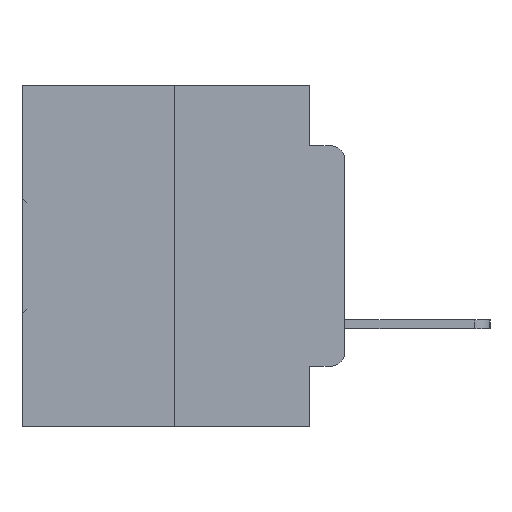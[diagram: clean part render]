
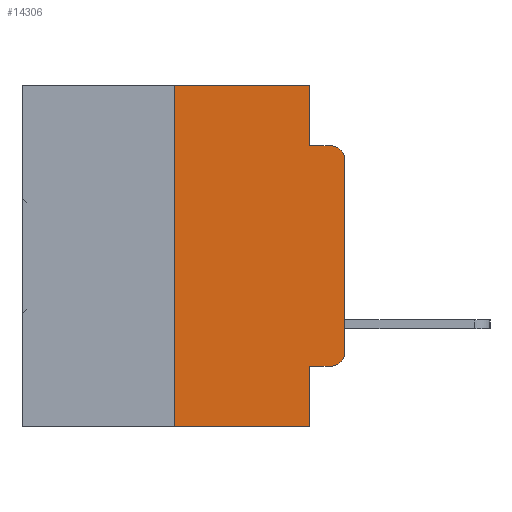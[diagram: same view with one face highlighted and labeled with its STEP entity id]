
A CAD part, left-side view. The second image highlights one B-rep face of the part: STEP entity #14306.
In plain terms, the highlighted planar face has unit normal (-1, 0, 0).
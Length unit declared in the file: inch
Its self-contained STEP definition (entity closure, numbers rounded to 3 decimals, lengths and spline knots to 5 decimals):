
#924 = AXIS2_PLACEMENT_3D ( 'NONE', #12018, #27639, #12236 ) ;
#1053 = VERTEX_POINT ( 'NONE', #18068 ) ;
#1311 = CARTESIAN_POINT ( 'NONE',  ( 0., 0., 0. ) ) ;
#1411 = DIRECTION ( 'NONE',  ( 0., 0., -1. ) ) ;
#1548 = VERTEX_POINT ( 'NONE', #12190 ) ;
#1783 = VECTOR ( 'NONE', #27163, 39.37008 ) ;
#2670 = VERTEX_POINT ( 'NONE', #22617 ) ;
#3160 = CARTESIAN_POINT ( 'NONE',  ( 0., 0.25, 0. ) ) ;
#4306 = PLANE ( 'NONE',  #924 ) ;
#4907 = ORIENTED_EDGE ( 'NONE', *, *, #22530, .T. ) ;
#5219 = CARTESIAN_POINT ( 'NONE',  ( 0., 0.02, -0.0885 ) ) ;
#5717 = VERTEX_POINT ( 'NONE', #28634 ) ;
#5729 = LINE ( 'NONE', #12909, #32193 ) ;
#5770 = DIRECTION ( 'NONE',  ( 0., 0., 1. ) ) ;
#6131 = ORIENTED_EDGE ( 'NONE', *, *, #14284, .F. ) ;
#6818 = CARTESIAN_POINT ( 'NONE',  ( 0., 0.051, 0. ) ) ;
#7233 = VECTOR ( 'NONE', #10283, 39.37008 ) ;
#7359 = DIRECTION ( 'NONE',  ( 0., -1., 0. ) ) ;
#8200 = CARTESIAN_POINT ( 'NONE',  ( 0., 0.02, -0.4115 ) ) ;
#8572 = ORIENTED_EDGE ( 'NONE', *, *, #9870, .F. ) ;
#8923 = DIRECTION ( 'NONE',  ( 0., -1., 0. ) ) ;
#9870 = EDGE_CURVE ( 'NONE', #12792, #21507, #10007, .T. ) ;
#10007 = LINE ( 'NONE', #25311, #22995 ) ;
#10283 = DIRECTION ( 'NONE',  ( 0., -1., 0. ) ) ;
#10360 = EDGE_CURVE ( 'NONE', #17828, #5717, #28870, .T. ) ;
#10642 = VERTEX_POINT ( 'NONE', #31319 ) ;
#10994 = ORIENTED_EDGE ( 'NONE', *, *, #19954, .F. ) ;
#11389 = ORIENTED_EDGE ( 'NONE', *, *, #16049, .F. ) ;
#11909 = EDGE_CURVE ( 'NONE', #1548, #12792, #12209, .T. ) ;
#12018 = CARTESIAN_POINT ( 'NONE',  ( 0., 0.473, 0. ) ) ;
#12190 = CARTESIAN_POINT ( 'NONE',  ( 0., 0.25, -0.5 ) ) ;
#12209 = LINE ( 'NONE', #3160, #25137 ) ;
#12236 = DIRECTION ( 'NONE',  ( 0., 0., -1. ) ) ;
#12405 = LINE ( 'NONE', #31880, #18509 ) ;
#12792 = VERTEX_POINT ( 'NONE', #22367 ) ;
#12909 = CARTESIAN_POINT ( 'NONE',  ( 0., 0.051, 0. ) ) ;
#13079 = CARTESIAN_POINT ( 'NONE',  ( 0., 0., -0.1085 ) ) ;
#13133 = VECTOR ( 'NONE', #19188, 39.37008 ) ;
#13451 = AXIS2_PLACEMENT_3D ( 'NONE', #32180, #16973, #1411 ) ;
#13935 = LINE ( 'NONE', #31699, #13133 ) ;
#14062 = FACE_OUTER_BOUND ( 'NONE', #22195, .T. ) ;
#14284 = EDGE_CURVE ( 'NONE', #21507, #2670, #14887, .T. ) ;
#14306 = ADVANCED_FACE ( 'NONE', ( #14062 ), #4306, .F. ) ;
#14796 = DIRECTION ( 'NONE',  ( -1., 0., 0. ) ) ;
#14806 = EDGE_CURVE ( 'NONE', #1548, #10642, #12405, .T. ) ;
#14837 = AXIS2_PLACEMENT_3D ( 'NONE', #30089, #14796, #32606 ) ;
#14887 = LINE ( 'NONE', #6818, #28514 ) ;
#15528 = DIRECTION ( 'NONE',  ( 0., 0., -1. ) ) ;
#16049 = EDGE_CURVE ( 'NONE', #2670, #19353, #13935, .T. ) ;
#16683 = ORIENTED_EDGE ( 'NONE', *, *, #24683, .T. ) ;
#16973 = DIRECTION ( 'NONE',  ( -1., 0., 0. ) ) ;
#17828 = VERTEX_POINT ( 'NONE', #8200 ) ;
#18068 = CARTESIAN_POINT ( 'NONE',  ( 0., 0.051, -0.4115 ) ) ;
#18509 = VECTOR ( 'NONE', #8923, 39.37008 ) ;
#19188 = DIRECTION ( 'NONE',  ( 0., -1., 0. ) ) ;
#19353 = VERTEX_POINT ( 'NONE', #5219 ) ;
#19744 = DIRECTION ( 'NONE',  ( 0., 0., -1. ) ) ;
#19954 = EDGE_CURVE ( 'NONE', #1053, #10642, #5729, .T. ) ;
#20969 = CIRCLE ( 'NONE', #14837, 0.02 ) ;
#21507 = VERTEX_POINT ( 'NONE', #32667 ) ;
#22195 = EDGE_LOOP ( 'NONE', ( #16683, #24342, #11389, #6131, #8572, #22353, #23963, #10994, #4907, #32204 ) ) ;
#22353 = ORIENTED_EDGE ( 'NONE', *, *, #11909, .F. ) ;
#22367 = CARTESIAN_POINT ( 'NONE',  ( 0., 0.25, 0. ) ) ;
#22530 = EDGE_CURVE ( 'NONE', #1053, #17828, #28556, .T. ) ;
#22617 = CARTESIAN_POINT ( 'NONE',  ( 0., 0.051, -0.0885 ) ) ;
#22971 = EDGE_CURVE ( 'NONE', #27872, #19353, #20969, .T. ) ;
#22995 = VECTOR ( 'NONE', #7359, 39.37008 ) ;
#23214 = CARTESIAN_POINT ( 'NONE',  ( 0., 0.051, -0.4115 ) ) ;
#23963 = ORIENTED_EDGE ( 'NONE', *, *, #14806, .T. ) ;
#24342 = ORIENTED_EDGE ( 'NONE', *, *, #22971, .T. ) ;
#24683 = EDGE_CURVE ( 'NONE', #5717, #27872, #28404, .T. ) ;
#25137 = VECTOR ( 'NONE', #5770, 39.37008 ) ;
#25311 = CARTESIAN_POINT ( 'NONE',  ( 0., 0.473, 0. ) ) ;
#27163 = DIRECTION ( 'NONE',  ( 0., 0., 1. ) ) ;
#27639 = DIRECTION ( 'NONE',  ( 1., 0., 0. ) ) ;
#27872 = VERTEX_POINT ( 'NONE', #13079 ) ;
#28404 = LINE ( 'NONE', #1311, #1783 ) ;
#28514 = VECTOR ( 'NONE', #19744, 39.37008 ) ;
#28556 = LINE ( 'NONE', #23214, #7233 ) ;
#28634 = CARTESIAN_POINT ( 'NONE',  ( 0., 0., -0.3915 ) ) ;
#28870 = CIRCLE ( 'NONE', #13451, 0.02 ) ;
#30089 = CARTESIAN_POINT ( 'NONE',  ( 0., 0.02, -0.1085 ) ) ;
#31319 = CARTESIAN_POINT ( 'NONE',  ( 0., 0.051, -0.5 ) ) ;
#31699 = CARTESIAN_POINT ( 'NONE',  ( 0., 0.051, -0.0885 ) ) ;
#31880 = CARTESIAN_POINT ( 'NONE',  ( 0., 0.473, -0.5 ) ) ;
#32180 = CARTESIAN_POINT ( 'NONE',  ( 0., 0.02, -0.3915 ) ) ;
#32193 = VECTOR ( 'NONE', #15528, 39.37008 ) ;
#32204 = ORIENTED_EDGE ( 'NONE', *, *, #10360, .T. ) ;
#32606 = DIRECTION ( 'NONE',  ( 0., 0., -1. ) ) ;
#32667 = CARTESIAN_POINT ( 'NONE',  ( 0., 0.051, 0. ) ) ;
